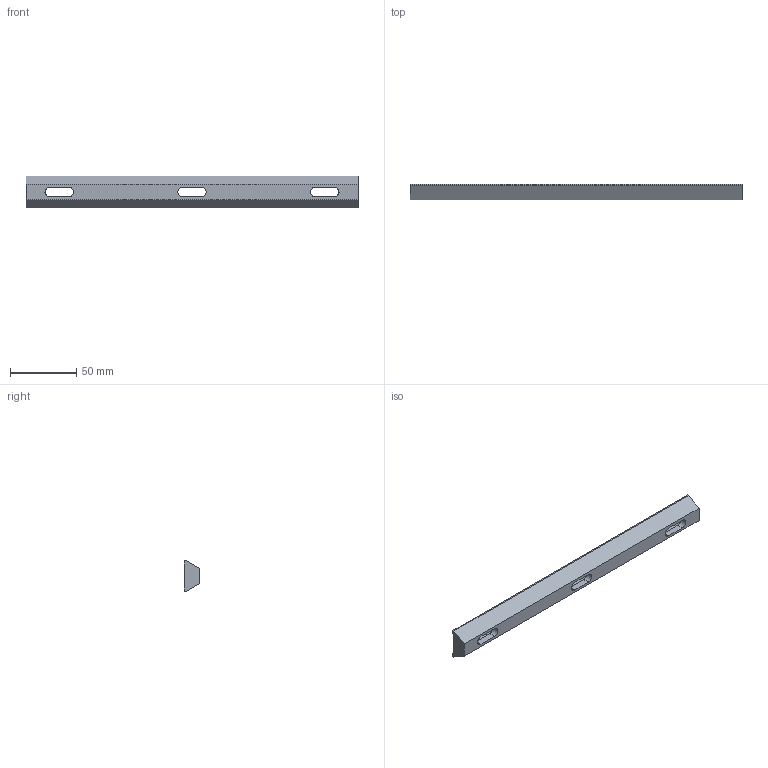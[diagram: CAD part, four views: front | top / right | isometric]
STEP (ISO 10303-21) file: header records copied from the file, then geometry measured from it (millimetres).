
FILE_DESCRIPTION (( 'STEP AP203' ), '1' );
FILE_NAME ('ORE-25.step', '2017-01-11T07:21:42', ( '¦K¬P' ), ( '' ), 'SwSTEP 2.0', 'SolidWorks 2012', '' );
FILE_SCHEMA (( 'CONFIG_CONTROL_DESIGN' ));
Products named in the file (1): ORE-25
Bounding box: 250 x 12 x 24 mm (x, y, z)
Volume: 45253.6 mm3; surface area: 17508.3 mm2
Topology: 1 solids, 1 shells, 1644 faces, 4239 edges, 2826 vertices
Faces by surface type: plane 1472, bspline 160, cylinder 12
Entity records: 58534 total; most frequent: CARTESIAN_POINT 19258, ORIENTED_EDGE 8478, DIRECTION 6963, EDGE_CURVE 4239, LINE 3845, VECTOR 3845, VERTEX_POINT 2826, EDGE_LOOP 1879
